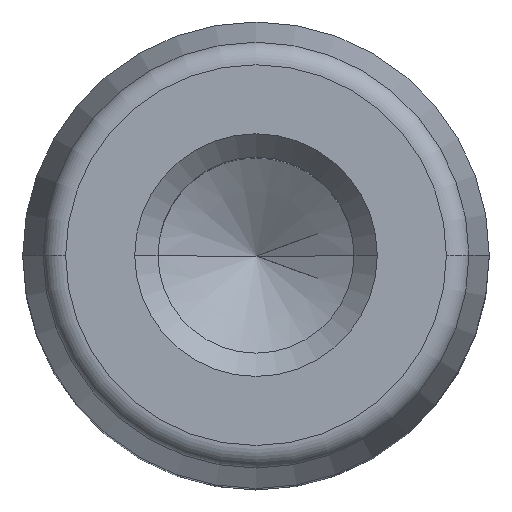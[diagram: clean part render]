
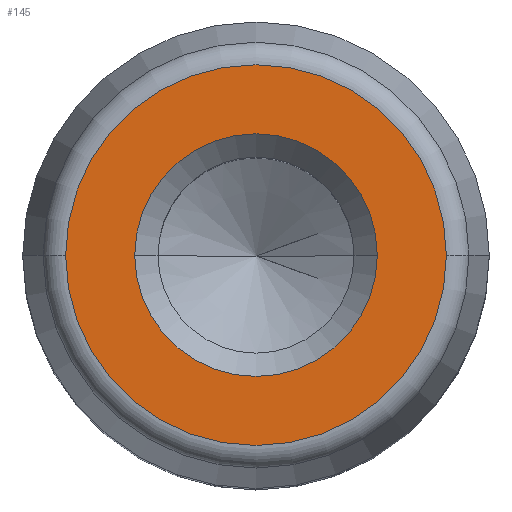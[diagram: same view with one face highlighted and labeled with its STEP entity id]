
A CAD part, top view. The second image highlights one B-rep face of the part: STEP entity #145.
In plain terms, the highlighted planar face has unit normal (0, 0, 1).
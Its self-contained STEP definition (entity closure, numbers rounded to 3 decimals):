
#117 = DIRECTION ( 'NONE',  ( 0., 0., -1. ) ) ;
#144 = DIRECTION ( 'NONE',  ( 1., 0., 0. ) ) ;
#145 = ADVANCED_FACE ( 'NONE', ( #591, #1151 ), #801, .T. ) ;
#146 = DIRECTION ( 'NONE',  ( 0., 0., 1. ) ) ;
#159 = CARTESIAN_POINT ( 'NONE',  ( -2.6, 0., 20. ) ) ;
#206 = CARTESIAN_POINT ( 'NONE',  ( 4.08, 0., 20. ) ) ;
#208 = EDGE_CURVE ( 'NONE', #1180, #874, #556, .T. ) ;
#231 = CARTESIAN_POINT ( 'NONE',  ( 0., 0., 20. ) ) ;
#404 = ORIENTED_EDGE ( 'NONE', *, *, #208, .T. ) ;
#409 = CIRCLE ( 'NONE', #1290, 4.08 ) ;
#452 = DIRECTION ( 'NONE',  ( 0., 0., 1. ) ) ;
#462 = CARTESIAN_POINT ( 'NONE',  ( 0., 0., 20. ) ) ;
#476 = CARTESIAN_POINT ( 'NONE',  ( 0., 0., 20. ) ) ;
#486 = AXIS2_PLACEMENT_3D ( 'NONE', #462, #1245, #579 ) ;
#526 = ORIENTED_EDGE ( 'NONE', *, *, #1229, .T. ) ;
#556 = CIRCLE ( 'NONE', #664, 4.08 ) ;
#579 = DIRECTION ( 'NONE',  ( 1., 0., 0. ) ) ;
#591 = FACE_BOUND ( 'NONE', #1273, .T. ) ;
#664 = AXIS2_PLACEMENT_3D ( 'NONE', #231, #452, #1126 ) ;
#690 = DIRECTION ( 'NONE',  ( 0., 0., 1. ) ) ;
#735 = CIRCLE ( 'NONE', #486, 2.6 ) ;
#739 = AXIS2_PLACEMENT_3D ( 'NONE', #476, #690, #144 ) ;
#779 = CARTESIAN_POINT ( 'NONE',  ( 0., 0., 20. ) ) ;
#783 = VERTEX_POINT ( 'NONE', #159 ) ;
#801 = PLANE ( 'NONE',  #739 ) ;
#813 = CARTESIAN_POINT ( 'NONE',  ( 0., 0., 20. ) ) ;
#866 = ORIENTED_EDGE ( 'NONE', *, *, #902, .T. ) ;
#874 = VERTEX_POINT ( 'NONE', #1359 ) ;
#899 = DIRECTION ( 'NONE',  ( 1., 0., 0. ) ) ;
#902 = EDGE_CURVE ( 'NONE', #874, #1180, #409, .T. ) ;
#929 = DIRECTION ( 'NONE',  ( 1., 0., 0. ) ) ;
#1073 = ORIENTED_EDGE ( 'NONE', *, *, #1278, .T. ) ;
#1108 = CIRCLE ( 'NONE', #1110, 2.6 ) ;
#1110 = AXIS2_PLACEMENT_3D ( 'NONE', #779, #117, #899 ) ;
#1126 = DIRECTION ( 'NONE',  ( 1., 0., 0. ) ) ;
#1151 = FACE_OUTER_BOUND ( 'NONE', #1365, .T. ) ;
#1180 = VERTEX_POINT ( 'NONE', #206 ) ;
#1229 = EDGE_CURVE ( 'NONE', #1346, #783, #1108, .T. ) ;
#1245 = DIRECTION ( 'NONE',  ( 0., 0., -1. ) ) ;
#1273 = EDGE_LOOP ( 'NONE', ( #526, #1073 ) ) ;
#1278 = EDGE_CURVE ( 'NONE', #783, #1346, #735, .T. ) ;
#1280 = CARTESIAN_POINT ( 'NONE',  ( 2.6, 0., 20. ) ) ;
#1290 = AXIS2_PLACEMENT_3D ( 'NONE', #813, #146, #929 ) ;
#1346 = VERTEX_POINT ( 'NONE', #1280 ) ;
#1359 = CARTESIAN_POINT ( 'NONE',  ( -4.08, 0., 20. ) ) ;
#1365 = EDGE_LOOP ( 'NONE', ( #404, #866 ) ) ;
